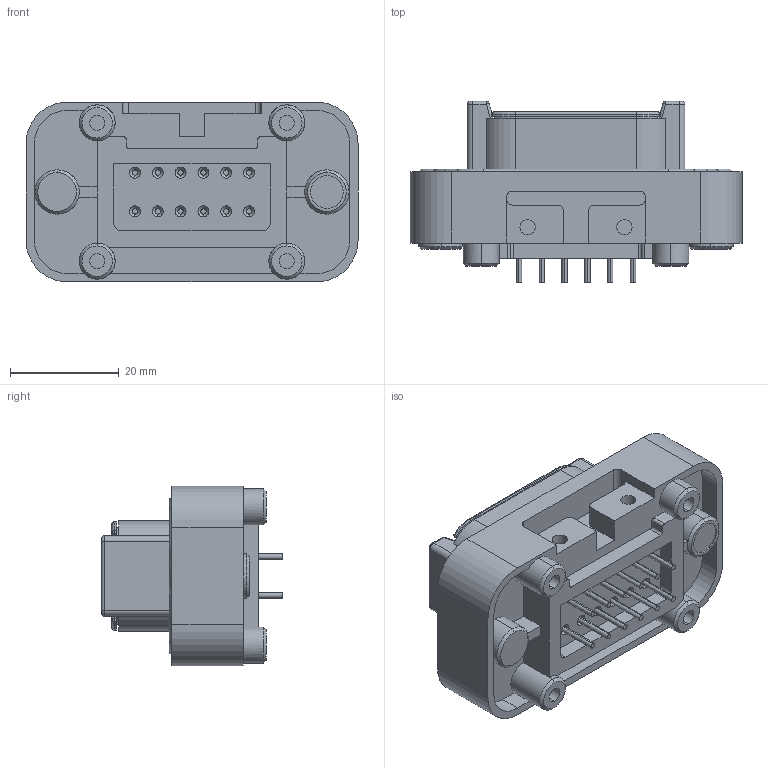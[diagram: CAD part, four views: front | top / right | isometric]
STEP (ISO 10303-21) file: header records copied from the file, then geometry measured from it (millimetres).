
FILE_DESCRIPTION (( 'STEP AP214' ), '1' );
FILE_NAME ('DTM15-12PA.STEP', '2020-07-07T06:24:37', ( '' ), ( '' ), 'SwSTEP 2.0', 'SolidWorks 2017', '' );
FILE_SCHEMA (( 'AUTOMOTIVE_DESIGN' ));
Length unit declared in the file: inch
Products named in the file (1): DTM15-12PA
Bounding box: 60.96 x 33.27 x 33.02 mm (x, y, z)
Volume: 24020.5 mm3; surface area: 17017.4 mm2
Topology: 14 solids, 14 shells, 501 faces, 1254 edges, 784 vertices
Faces by surface type: plane 207, cylinder 190, cone 60, torus 32, sphere 8, bspline 4
Entity records: 15261 total; most frequent: CARTESIAN_POINT 2804, DIRECTION 2684, ORIENTED_EDGE 2484, EDGE_CURVE 1242, AXIS2_PLACEMENT_3D 976, VERTEX_POINT 784, LINE 732, VECTOR 732
